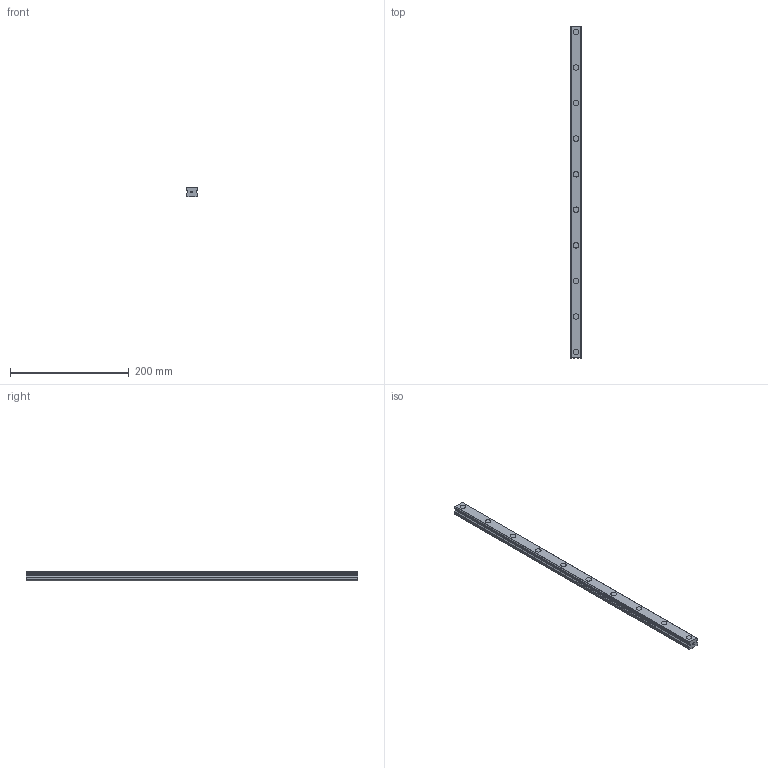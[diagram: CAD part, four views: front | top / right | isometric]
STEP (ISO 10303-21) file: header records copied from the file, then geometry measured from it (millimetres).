
FILE_DESCRIPTION(('STEP AP214'),'1');
FILE_NAME('cctmp_F083B495-7FBF-41BA-AAEA-26FE8BCC6628_2021_02_03_13_59_56_0966..stp','2021-02-03T12:59:57',('HIWIN GmbH'),('CADClick - www.CADClick.com'),'Spatial InterOp 3D',' ','unknown authorization');
FILE_SCHEMA(('AUTOMOTIVE_DESIGN'));
Length unit declared in the file: millimetre
Products named in the file (1): EGR20R560C_FILE
Bounding box: 20 x 560 x 15.5 mm (x, y, z)
Volume: 149795.5 mm3; surface area: 45523.6 mm2
Topology: 1 solids, 1 shells, 223 faces, 551 edges, 354 vertices
Faces by surface type: plane 145, cylinder 78
Entity records: 8409 total; most frequent: DIRECTION 1195, CARTESIAN_POINT 1129, ORIENTED_EDGE 1102, EDGE_CURVE 551, AXIS2_PLACEMENT_3D 420, LINE 355, VECTOR 355, VERTEX_POINT 354
